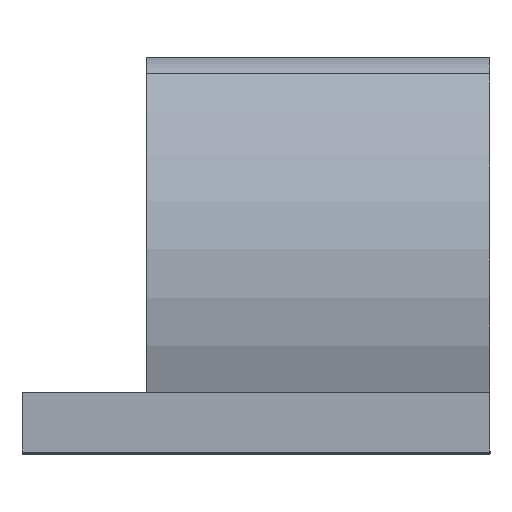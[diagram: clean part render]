
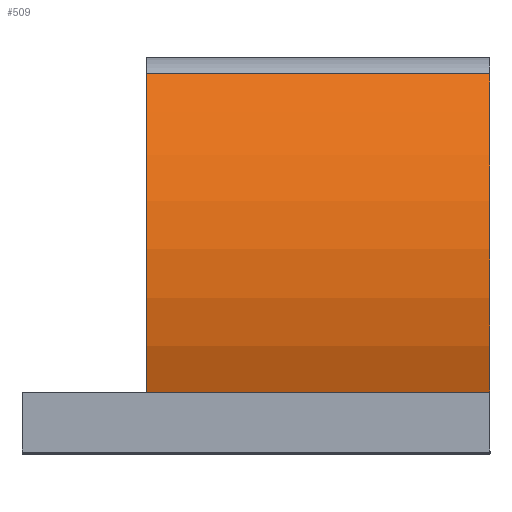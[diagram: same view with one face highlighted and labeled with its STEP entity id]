
A CAD part, top view. The second image highlights one B-rep face of the part: STEP entity #509.
In plain terms, the highlighted cylindrical face has radius 11.652 mm (diameter 23.304 mm), a partial arc.
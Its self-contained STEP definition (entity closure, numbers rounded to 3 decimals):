
#22=CYLINDRICAL_SURFACE('',#569,11.652);
#34=CIRCLE('',#541,11.652);
#47=CIRCLE('',#564,11.652);
#69=FACE_OUTER_BOUND('',#99,.T.);
#99=EDGE_LOOP('',(#449,#450,#451,#452));
#130=LINE('',#797,#182);
#152=LINE('',#857,#204);
#182=VECTOR('',#642,10.);
#204=VECTOR('',#704,10.);
#226=VERTEX_POINT('',#768);
#227=VERTEX_POINT('',#770);
#238=VERTEX_POINT('',#796);
#255=VERTEX_POINT('',#847);
#280=EDGE_CURVE('',#227,#226,#34,.F.);
#293=EDGE_CURVE('',#238,#227,#130,.T.);
#319=EDGE_CURVE('',#255,#238,#47,.F.);
#324=EDGE_CURVE('',#255,#226,#152,.T.);
#449=ORIENTED_EDGE('',*,*,#293,.T.);
#450=ORIENTED_EDGE('',*,*,#280,.T.);
#451=ORIENTED_EDGE('',*,*,#324,.F.);
#452=ORIENTED_EDGE('',*,*,#319,.T.);
#509=ADVANCED_FACE('',(#69),#22,.T.);
#541=AXIS2_PLACEMENT_3D('',#771,#619,#620);
#564=AXIS2_PLACEMENT_3D('',#848,#691,#692);
#569=AXIS2_PLACEMENT_3D('',#858,#705,#706);
#619=DIRECTION('center_axis',(1.,0.,0.));
#620=DIRECTION('ref_axis',(0.,0.,1.));
#642=DIRECTION('',(1.,0.,0.));
#691=DIRECTION('center_axis',(-1.,0.,0.));
#692=DIRECTION('ref_axis',(0.,0.,1.));
#704=DIRECTION('',(1.,0.,0.));
#705=DIRECTION('center_axis',(-1.,0.,0.));
#706=DIRECTION('ref_axis',(0.,0.,1.));
#768=CARTESIAN_POINT('',(86.401,100.819,240.256));
#770=CARTESIAN_POINT('',(86.401,88.541,242.594));
#771=CARTESIAN_POINT('Origin',(86.401,92.84,231.764));
#796=CARTESIAN_POINT('',(73.204,88.541,242.594));
#797=CARTESIAN_POINT('',(89.447,88.541,242.594));
#847=CARTESIAN_POINT('',(73.204,100.819,240.256));
#848=CARTESIAN_POINT('Origin',(73.204,92.84,231.764));
#857=CARTESIAN_POINT('',(89.447,100.819,240.256));
#858=CARTESIAN_POINT('Origin',(89.447,92.84,231.764));
